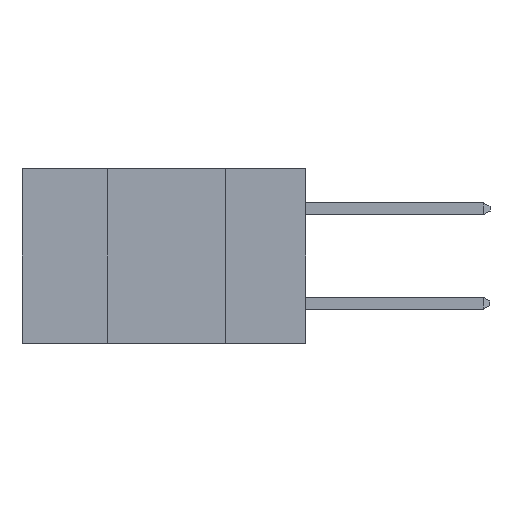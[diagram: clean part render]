
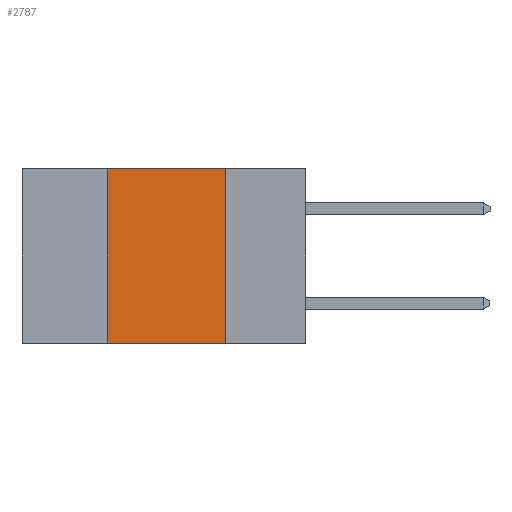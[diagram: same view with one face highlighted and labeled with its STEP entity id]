
A CAD part, left-side view. The second image highlights one B-rep face of the part: STEP entity #2787.
In plain terms, the highlighted planar face has unit normal (-1, 0, 0).
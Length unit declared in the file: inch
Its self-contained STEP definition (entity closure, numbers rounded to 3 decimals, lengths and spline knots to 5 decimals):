
#6 = CARTESIAN_POINT ( 'NONE',  ( 0., 0.6, 0. ) ) ;
#72 = CARTESIAN_POINT ( 'NONE',  ( 0., 0.42, -0.37 ) ) ;
#546 = VECTOR ( 'NONE', #6533, 39.37008 ) ;
#931 = CARTESIAN_POINT ( 'NONE',  ( 0., 0.6, 0. ) ) ;
#1134 = VERTEX_POINT ( 'NONE', #5944 ) ;
#2183 = CARTESIAN_POINT ( 'NONE',  ( 0., 0.17, 0. ) ) ;
#2235 = AXIS2_PLACEMENT_3D ( 'NONE', #6, #4704, #8395 ) ;
#2456 = ORIENTED_EDGE ( 'NONE', *, *, #4715, .F. ) ;
#2777 = VERTEX_POINT ( 'NONE', #72 ) ;
#2787 = ADVANCED_FACE ( 'NONE', ( #3600 ), #4695, .F. ) ;
#2789 = ORIENTED_EDGE ( 'NONE', *, *, #7848, .T. ) ;
#3196 = DIRECTION ( 'NONE',  ( 0., -1., 0. ) ) ;
#3205 = CARTESIAN_POINT ( 'NONE',  ( 0., 0.42, 0. ) ) ;
#3600 = FACE_OUTER_BOUND ( 'NONE', #5596, .T. ) ;
#3877 = CARTESIAN_POINT ( 'NONE',  ( 0., 0.42, 0. ) ) ;
#4069 = LINE ( 'NONE', #931, #9571 ) ;
#4695 = PLANE ( 'NONE',  #2235 ) ;
#4704 = DIRECTION ( 'NONE',  ( 1., 0., 0. ) ) ;
#4715 = EDGE_CURVE ( 'NONE', #1134, #9864, #8308, .T. ) ;
#5403 = VECTOR ( 'NONE', #9805, 39.37008 ) ;
#5436 = ORIENTED_EDGE ( 'NONE', *, *, #13008, .F. ) ;
#5596 = EDGE_LOOP ( 'NONE', ( #2456, #5436, #13888, #2789 ) ) ;
#5944 = CARTESIAN_POINT ( 'NONE',  ( 0., 0.17, 0. ) ) ;
#6533 = DIRECTION ( 'NONE',  ( 0., 0., 1. ) ) ;
#7707 = LINE ( 'NONE', #12193, #12702 ) ;
#7848 = EDGE_CURVE ( 'NONE', #2777, #9864, #7707, .T. ) ;
#8308 = LINE ( 'NONE', #2183, #5403 ) ;
#8395 = DIRECTION ( 'NONE',  ( 0., 0., -1. ) ) ;
#9041 = EDGE_CURVE ( 'NONE', #2777, #12771, #12187, .T. ) ;
#9571 = VECTOR ( 'NONE', #3196, 39.37008 ) ;
#9805 = DIRECTION ( 'NONE',  ( 0., 0., -1. ) ) ;
#9864 = VERTEX_POINT ( 'NONE', #9985 ) ;
#9985 = CARTESIAN_POINT ( 'NONE',  ( 0., 0.17, -0.37 ) ) ;
#12187 = LINE ( 'NONE', #3205, #546 ) ;
#12193 = CARTESIAN_POINT ( 'NONE',  ( 0., 0.6, -0.37 ) ) ;
#12702 = VECTOR ( 'NONE', #13205, 39.37008 ) ;
#12771 = VERTEX_POINT ( 'NONE', #3877 ) ;
#13008 = EDGE_CURVE ( 'NONE', #12771, #1134, #4069, .T. ) ;
#13205 = DIRECTION ( 'NONE',  ( 0., -1., 0. ) ) ;
#13888 = ORIENTED_EDGE ( 'NONE', *, *, #9041, .F. ) ;
